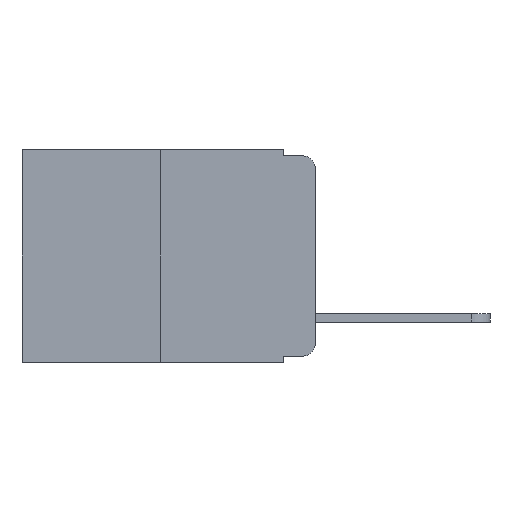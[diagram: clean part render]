
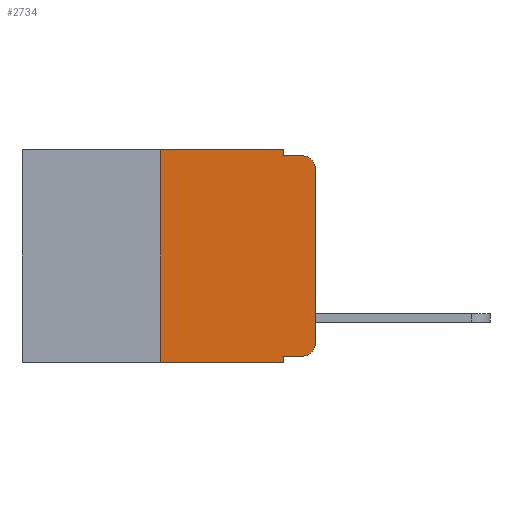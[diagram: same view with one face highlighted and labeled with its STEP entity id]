
A CAD part, left-side view. The second image highlights one B-rep face of the part: STEP entity #2734.
In plain terms, the highlighted planar face has unit normal (-1, 0, 0).
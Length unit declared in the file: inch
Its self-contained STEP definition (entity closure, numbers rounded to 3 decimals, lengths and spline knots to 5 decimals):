
#180 = ORIENTED_EDGE ( 'NONE', *, *, #7280, .F. ) ;
#188 = ORIENTED_EDGE ( 'NONE', *, *, #7856, .F. ) ;
#196 = ORIENTED_EDGE ( 'NONE', *, *, #8656, .T. ) ;
#241 = ORIENTED_EDGE ( 'NONE', *, *, #7799, .F. ) ;
#268 = ORIENTED_EDGE ( 'NONE', *, *, #7853, .F. ) ;
#393 = EDGE_LOOP ( 'NONE', ( #1831, #1839, #578, #188, #180, #241, #196, #268, #1803, #1460 ) ) ;
#543 = CARTESIAN_POINT ( 'NONE',  ( 0., 0.02, -0.03 ) ) ;
#578 = ORIENTED_EDGE ( 'NONE', *, *, #7786, .F. ) ;
#598 = VERTEX_POINT ( 'NONE', #5260 ) ;
#926 = VERTEX_POINT ( 'NONE', #9406 ) ;
#1254 = CIRCLE ( 'NONE', #4808, 0.02 ) ;
#1460 = ORIENTED_EDGE ( 'NONE', *, *, #7884, .T. ) ;
#1469 = CARTESIAN_POINT ( 'NONE',  ( 0., 0.051, -0.01 ) ) ;
#1483 = DIRECTION ( 'NONE',  ( 0., -1., 0. ) ) ;
#1526 = CIRCLE ( 'NONE', #5070, 0.02 ) ;
#1730 = VECTOR ( 'NONE', #7650, 39.37008 ) ;
#1803 = ORIENTED_EDGE ( 'NONE', *, *, #7811, .T. ) ;
#1831 = ORIENTED_EDGE ( 'NONE', *, *, #7737, .T. ) ;
#1839 = ORIENTED_EDGE ( 'NONE', *, *, #7383, .T. ) ;
#1848 = LINE ( 'NONE', #5033, #1730 ) ;
#1901 = LINE ( 'NONE', #6680, #1958 ) ;
#1957 = VECTOR ( 'NONE', #2856, 39.37008 ) ;
#1958 = VECTOR ( 'NONE', #2636, 39.37008 ) ;
#1990 = LINE ( 'NONE', #3259, #1957 ) ;
#2194 = VECTOR ( 'NONE', #8946, 39.37008 ) ;
#2338 = LINE ( 'NONE', #4278, #2194 ) ;
#2363 = VECTOR ( 'NONE', #9105, 39.37008 ) ;
#2387 = CARTESIAN_POINT ( 'NONE',  ( 0., 0.25, 0. ) ) ;
#2431 = LINE ( 'NONE', #3929, #2363 ) ;
#2545 = VECTOR ( 'NONE', #1483, 39.37008 ) ;
#2636 = DIRECTION ( 'NONE',  ( 0., 0., -1. ) ) ;
#2695 = LINE ( 'NONE', #1469, #2545 ) ;
#2734 = ADVANCED_FACE ( 'NONE', ( #3868 ), #9221, .F. ) ;
#2737 = CARTESIAN_POINT ( 'NONE',  ( 0., 0.25, -0.343 ) ) ;
#2856 = DIRECTION ( 'NONE',  ( 0., -1., 0. ) ) ;
#3043 = VERTEX_POINT ( 'NONE', #3680 ) ;
#3054 = VECTOR ( 'NONE', #8281, 39.37008 ) ;
#3160 = LINE ( 'NONE', #9066, #3054 ) ;
#3259 = CARTESIAN_POINT ( 'NONE',  ( 0., 0.473, -0.343 ) ) ;
#3422 = CARTESIAN_POINT ( 'NONE',  ( 0., 0.02, -0.01 ) ) ;
#3680 = CARTESIAN_POINT ( 'NONE',  ( 0., 0.051, 0. ) ) ;
#3868 = FACE_OUTER_BOUND ( 'NONE', #393, .T. ) ;
#3929 = CARTESIAN_POINT ( 'NONE',  ( 0., 0.25, 0. ) ) ;
#4278 = CARTESIAN_POINT ( 'NONE',  ( 0., 0.051, -0.333 ) ) ;
#4480 = LINE ( 'NONE', #7662, #5698 ) ;
#4652 = DIRECTION ( 'NONE',  ( 0., 0., -1. ) ) ;
#4808 = AXIS2_PLACEMENT_3D ( 'NONE', #8193, #7874, #7866 ) ;
#4988 = VERTEX_POINT ( 'NONE', #5375 ) ;
#5033 = CARTESIAN_POINT ( 'NONE',  ( 0., 0.051, 0. ) ) ;
#5070 = AXIS2_PLACEMENT_3D ( 'NONE', #543, #6481, #4652 ) ;
#5260 = CARTESIAN_POINT ( 'NONE',  ( 0., 0.051, -0.343 ) ) ;
#5375 = CARTESIAN_POINT ( 'NONE',  ( 0., 0.02, -0.333 ) ) ;
#5636 = VERTEX_POINT ( 'NONE', #3422 ) ;
#5698 = VECTOR ( 'NONE', #7751, 39.37008 ) ;
#5974 = AXIS2_PLACEMENT_3D ( 'NONE', #8834, #7147, #9369 ) ;
#5998 = CARTESIAN_POINT ( 'NONE',  ( 0., 0.051, -0.333 ) ) ;
#6351 = VERTEX_POINT ( 'NONE', #7665 ) ;
#6407 = VERTEX_POINT ( 'NONE', #2387 ) ;
#6481 = DIRECTION ( 'NONE',  ( -1., 0., 0. ) ) ;
#6680 = CARTESIAN_POINT ( 'NONE',  ( 0., 0.051, 0. ) ) ;
#7147 = DIRECTION ( 'NONE',  ( 1., 0., 0. ) ) ;
#7280 = EDGE_CURVE ( 'NONE', #6407, #3043, #3160, .T. ) ;
#7383 = EDGE_CURVE ( 'NONE', #6351, #5636, #1526, .T. ) ;
#7650 = DIRECTION ( 'NONE',  ( 0., 0., -1. ) ) ;
#7662 = CARTESIAN_POINT ( 'NONE',  ( 0., 0., 0. ) ) ;
#7665 = CARTESIAN_POINT ( 'NONE',  ( 0., 0., -0.03 ) ) ;
#7733 = CARTESIAN_POINT ( 'NONE',  ( 0., 0.051, -0.01 ) ) ;
#7737 = EDGE_CURVE ( 'NONE', #926, #6351, #4480, .T. ) ;
#7751 = DIRECTION ( 'NONE',  ( 0., 0., 1. ) ) ;
#7786 = EDGE_CURVE ( 'NONE', #8061, #5636, #2695, .T. ) ;
#7799 = EDGE_CURVE ( 'NONE', #9348, #6407, #2431, .T. ) ;
#7811 = EDGE_CURVE ( 'NONE', #8263, #4988, #2338, .T. ) ;
#7853 = EDGE_CURVE ( 'NONE', #8263, #598, #1901, .T. ) ;
#7856 = EDGE_CURVE ( 'NONE', #3043, #8061, #1848, .T. ) ;
#7866 = DIRECTION ( 'NONE',  ( 0., 0., -1. ) ) ;
#7874 = DIRECTION ( 'NONE',  ( -1., 0., 0. ) ) ;
#7884 = EDGE_CURVE ( 'NONE', #4988, #926, #1254, .T. ) ;
#8061 = VERTEX_POINT ( 'NONE', #7733 ) ;
#8193 = CARTESIAN_POINT ( 'NONE',  ( 0., 0.02, -0.313 ) ) ;
#8263 = VERTEX_POINT ( 'NONE', #5998 ) ;
#8281 = DIRECTION ( 'NONE',  ( 0., -1., 0. ) ) ;
#8656 = EDGE_CURVE ( 'NONE', #9348, #598, #1990, .T. ) ;
#8834 = CARTESIAN_POINT ( 'NONE',  ( 0., 0.473, 0. ) ) ;
#8946 = DIRECTION ( 'NONE',  ( 0., -1., 0. ) ) ;
#9066 = CARTESIAN_POINT ( 'NONE',  ( 0., 0.473, 0. ) ) ;
#9105 = DIRECTION ( 'NONE',  ( 0., 0., 1. ) ) ;
#9221 = PLANE ( 'NONE',  #5974 ) ;
#9348 = VERTEX_POINT ( 'NONE', #2737 ) ;
#9369 = DIRECTION ( 'NONE',  ( 0., 0., -1. ) ) ;
#9406 = CARTESIAN_POINT ( 'NONE',  ( 0., 0., -0.313 ) ) ;
